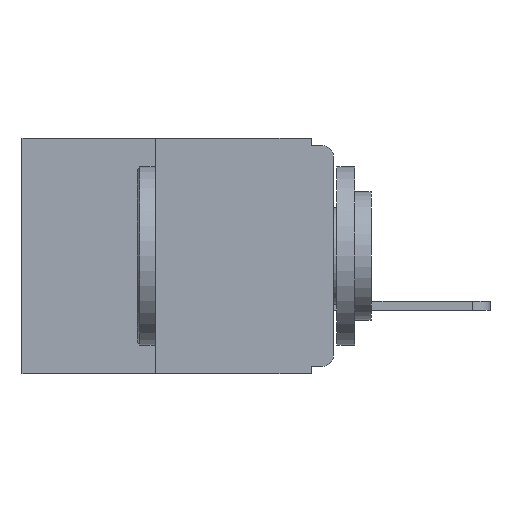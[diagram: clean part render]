
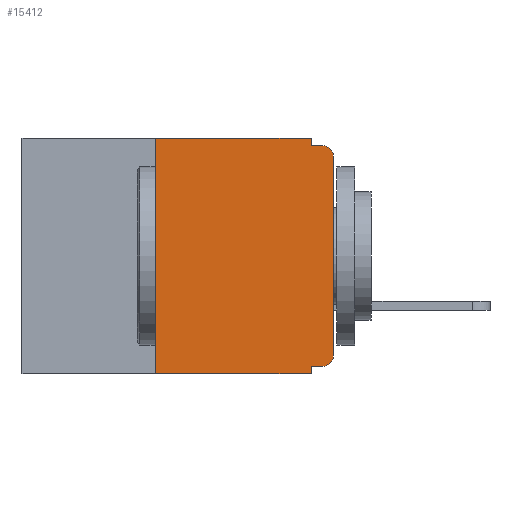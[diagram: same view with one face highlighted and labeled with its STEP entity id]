
A CAD part, left-side view. The second image highlights one B-rep face of the part: STEP entity #15412.
In plain terms, the highlighted planar face has unit normal (-1, 0, 0).
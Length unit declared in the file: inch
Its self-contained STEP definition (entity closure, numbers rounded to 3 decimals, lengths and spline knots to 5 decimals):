
#71 = EDGE_CURVE ( 'NONE', #3612, #27248, #6978, .T. ) ;
#262 = CIRCLE ( 'NONE', #29451, 0.015 ) ;
#1089 = EDGE_CURVE ( 'NONE', #14817, #27515, #20649, .T. ) ;
#1710 = CIRCLE ( 'NONE', #1910, 0.015 ) ;
#1771 = AXIS2_PLACEMENT_3D ( 'NONE', #16798, #9756, #26296 ) ;
#1910 = AXIS2_PLACEMENT_3D ( 'NONE', #11762, #28277, #14127 ) ;
#2158 = EDGE_CURVE ( 'NONE', #28751, #26326, #262, .T. ) ;
#2391 = CARTESIAN_POINT ( 'NONE',  ( 0., 0., -0.305 ) ) ;
#3270 = EDGE_CURVE ( 'NONE', #20309, #27248, #25793, .T. ) ;
#3612 = VERTEX_POINT ( 'NONE', #7442 ) ;
#4179 = VECTOR ( 'NONE', #5511, 39.37008 ) ;
#4992 = CARTESIAN_POINT ( 'NONE',  ( 0., 0., -0.025 ) ) ;
#5042 = ORIENTED_EDGE ( 'NONE', *, *, #2158, .T. ) ;
#5240 = VECTOR ( 'NONE', #5315, 39.37008 ) ;
#5315 = DIRECTION ( 'NONE',  ( 0., 0., 1. ) ) ;
#5511 = DIRECTION ( 'NONE',  ( 0., -1., 0. ) ) ;
#5591 = CARTESIAN_POINT ( 'NONE',  ( 0., 0., -0.32 ) ) ;
#6566 = ORIENTED_EDGE ( 'NONE', *, *, #71, .F. ) ;
#6733 = LINE ( 'NONE', #21937, #5240 ) ;
#6978 = LINE ( 'NONE', #27752, #12588 ) ;
#7298 = ORIENTED_EDGE ( 'NONE', *, *, #23257, .F. ) ;
#7442 = CARTESIAN_POINT ( 'NONE',  ( 0., 0.031, -0.32 ) ) ;
#7493 = VERTEX_POINT ( 'NONE', #27574 ) ;
#8052 = VECTOR ( 'NONE', #27617, 39.37008 ) ;
#8099 = ORIENTED_EDGE ( 'NONE', *, *, #14900, .F. ) ;
#8403 = CARTESIAN_POINT ( 'NONE',  ( 0., 0.25, -0.33 ) ) ;
#8655 = LINE ( 'NONE', #12293, #14206 ) ;
#8814 = ORIENTED_EDGE ( 'NONE', *, *, #1089, .F. ) ;
#9566 = VECTOR ( 'NONE', #22410, 39.37008 ) ;
#9756 = DIRECTION ( 'NONE',  ( 1., 0., 0. ) ) ;
#9790 = CARTESIAN_POINT ( 'NONE',  ( 0., 0.031, -0.01 ) ) ;
#9910 = DIRECTION ( 'NONE',  ( 0., 0., 1. ) ) ;
#11762 = CARTESIAN_POINT ( 'NONE',  ( 0., 0.015, -0.305 ) ) ;
#12188 = ORIENTED_EDGE ( 'NONE', *, *, #3270, .T. ) ;
#12293 = CARTESIAN_POINT ( 'NONE',  ( 0., 0.25, -0.33 ) ) ;
#12588 = VECTOR ( 'NONE', #21897, 39.37008 ) ;
#12602 = CARTESIAN_POINT ( 'NONE',  ( 0., 0.031, 0. ) ) ;
#12617 = CARTESIAN_POINT ( 'NONE',  ( 0., 0., -0.01 ) ) ;
#12831 = EDGE_CURVE ( 'NONE', #20309, #7493, #8655, .T. ) ;
#13217 = VECTOR ( 'NONE', #14128, 39.37008 ) ;
#13420 = CARTESIAN_POINT ( 'NONE',  ( 0., 0.031, -0.33 ) ) ;
#14104 = CARTESIAN_POINT ( 'NONE',  ( 0., 0.437, -0.33 ) ) ;
#14127 = DIRECTION ( 'NONE',  ( 0., 0., -1. ) ) ;
#14128 = DIRECTION ( 'NONE',  ( 0., -1., 0. ) ) ;
#14206 = VECTOR ( 'NONE', #9910, 39.37008 ) ;
#14387 = LINE ( 'NONE', #24792, #9566 ) ;
#14752 = DIRECTION ( 'NONE',  ( 0., 0., -1. ) ) ;
#14785 = DIRECTION ( 'NONE',  ( -1., 0., 0. ) ) ;
#14817 = VERTEX_POINT ( 'NONE', #14864 ) ;
#14864 = CARTESIAN_POINT ( 'NONE',  ( 0., 0.031, 0. ) ) ;
#14900 = EDGE_CURVE ( 'NONE', #17712, #3612, #17366, .T. ) ;
#14948 = EDGE_CURVE ( 'NONE', #7493, #14817, #14387, .T. ) ;
#15127 = CARTESIAN_POINT ( 'NONE',  ( 0., 0.015, -0.025 ) ) ;
#15412 = ADVANCED_FACE ( 'NONE', ( #19923 ), #19172, .F. ) ;
#15890 = VECTOR ( 'NONE', #26958, 39.37008 ) ;
#16798 = CARTESIAN_POINT ( 'NONE',  ( 0., 0.437, 0. ) ) ;
#16966 = ORIENTED_EDGE ( 'NONE', *, *, #17887, .T. ) ;
#17366 = LINE ( 'NONE', #5591, #15890 ) ;
#17479 = CARTESIAN_POINT ( 'NONE',  ( 0., 0.015, -0.01 ) ) ;
#17712 = VERTEX_POINT ( 'NONE', #21208 ) ;
#17887 = EDGE_CURVE ( 'NONE', #30522, #28751, #6733, .T. ) ;
#18085 = ORIENTED_EDGE ( 'NONE', *, *, #14948, .F. ) ;
#19172 = PLANE ( 'NONE',  #1771 ) ;
#19923 = FACE_OUTER_BOUND ( 'NONE', #27620, .T. ) ;
#20309 = VERTEX_POINT ( 'NONE', #8403 ) ;
#20649 = LINE ( 'NONE', #12602, #8052 ) ;
#21063 = ORIENTED_EDGE ( 'NONE', *, *, #21837, .T. ) ;
#21208 = CARTESIAN_POINT ( 'NONE',  ( 0., 0.015, -0.32 ) ) ;
#21837 = EDGE_CURVE ( 'NONE', #17712, #30522, #1710, .T. ) ;
#21897 = DIRECTION ( 'NONE',  ( 0., 0., -1. ) ) ;
#21937 = CARTESIAN_POINT ( 'NONE',  ( 0., 0., 0. ) ) ;
#22410 = DIRECTION ( 'NONE',  ( 0., -1., 0. ) ) ;
#23147 = LINE ( 'NONE', #12617, #4179 ) ;
#23257 = EDGE_CURVE ( 'NONE', #27515, #26326, #23147, .T. ) ;
#24792 = CARTESIAN_POINT ( 'NONE',  ( 0., 0.437, 0. ) ) ;
#25793 = LINE ( 'NONE', #14104, #13217 ) ;
#26296 = DIRECTION ( 'NONE',  ( 0., 0., -1. ) ) ;
#26326 = VERTEX_POINT ( 'NONE', #17479 ) ;
#26958 = DIRECTION ( 'NONE',  ( 0., 1., 0. ) ) ;
#27248 = VERTEX_POINT ( 'NONE', #13420 ) ;
#27515 = VERTEX_POINT ( 'NONE', #9790 ) ;
#27574 = CARTESIAN_POINT ( 'NONE',  ( 0., 0.25, 0. ) ) ;
#27617 = DIRECTION ( 'NONE',  ( 0., 0., -1. ) ) ;
#27620 = EDGE_LOOP ( 'NONE', ( #16966, #5042, #7298, #8814, #18085, #30632, #12188, #6566, #8099, #21063 ) ) ;
#27752 = CARTESIAN_POINT ( 'NONE',  ( 0., 0.031, -0.33 ) ) ;
#28277 = DIRECTION ( 'NONE',  ( -1., 0., 0. ) ) ;
#28751 = VERTEX_POINT ( 'NONE', #4992 ) ;
#29451 = AXIS2_PLACEMENT_3D ( 'NONE', #15127, #14785, #14752 ) ;
#30522 = VERTEX_POINT ( 'NONE', #2391 ) ;
#30632 = ORIENTED_EDGE ( 'NONE', *, *, #12831, .F. ) ;
